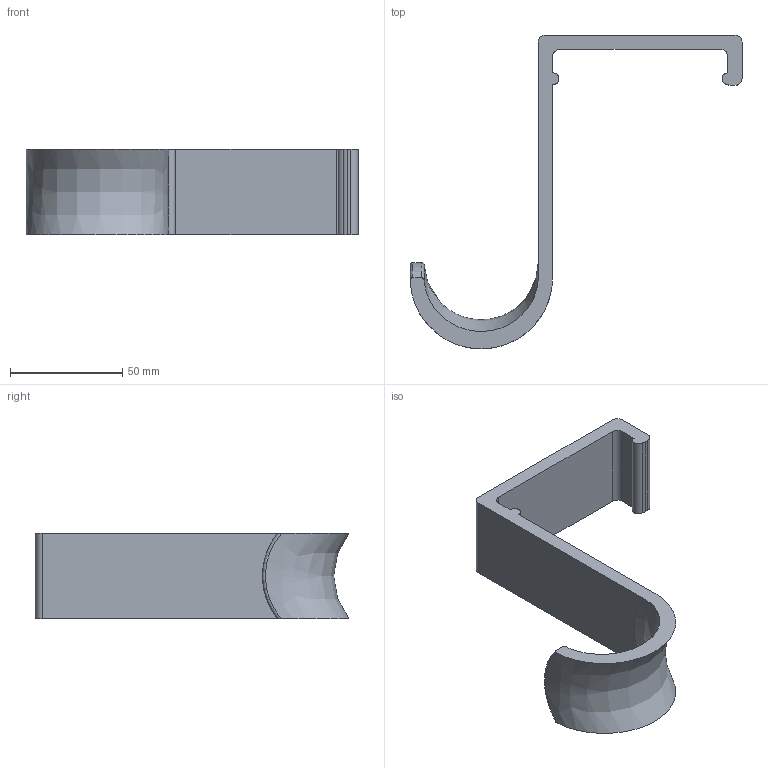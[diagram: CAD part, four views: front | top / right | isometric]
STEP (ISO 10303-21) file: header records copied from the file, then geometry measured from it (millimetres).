
FILE_DESCRIPTION( ( '' ), ' ' );
FILE_NAME( '5d1d43c199d7f1163e46bba3.step', '2019-07-04T00:09:38', ( '' ), ( '' ), ' ', ' ', ' ' );
FILE_SCHEMA( ( 'AUTOMOTIVE_DESIGN { 1 0 10303 214 1 1 1 1 }' ) );
Length unit declared in the file: metre
Products named in the file (1): Cubicle Hook
Bounding box: 147.82 x 139.7 x 38.1 mm (x, y, z)
Volume: 72358.3 mm3; surface area: 26949.8 mm2
Topology: 1 solids, 1 shells, 23 faces, 63 edges, 42 vertices
Faces by surface type: plane 10, cylinder 8, bspline 4, offset 1
Entity records: 2375 total; most frequent: CARTESIAN_POINT 1622, ORIENTED_EDGE 126, DIRECTION 101, EDGE_CURVE 63, VERTEX_POINT 42, AXIS2_PLACEMENT_3D 35, LINE 31, VECTOR 31
